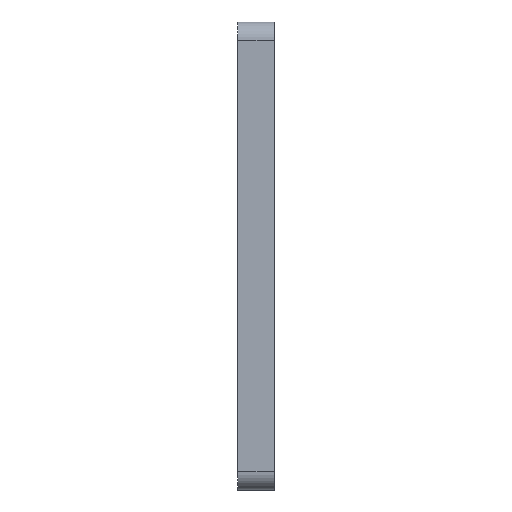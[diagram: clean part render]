
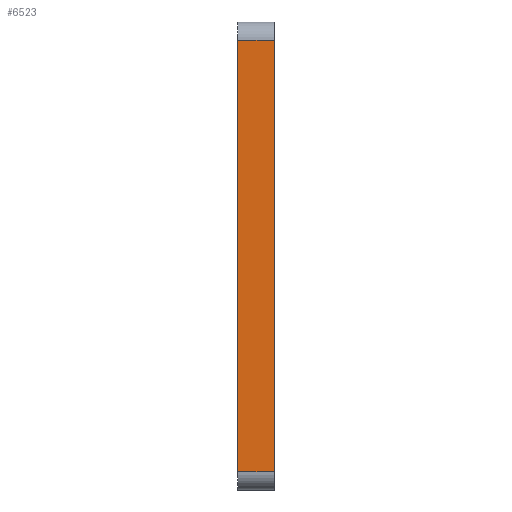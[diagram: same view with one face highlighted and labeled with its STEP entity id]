
A CAD part, left-side view. The second image highlights one B-rep face of the part: STEP entity #6523.
In plain terms, the highlighted planar face has unit normal (-1, 0, 0).
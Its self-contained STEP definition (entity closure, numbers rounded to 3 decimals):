
#29 = CARTESIAN_POINT ( 'NONE',  ( -25.5, 0., 23.5 ) ) ;
#290 = VERTEX_POINT ( 'NONE', #15105 ) ;
#371 = ORIENTED_EDGE ( 'NONE', *, *, #13781, .T. ) ;
#894 = CARTESIAN_POINT ( 'NONE',  ( -25.5, 4., -25.5 ) ) ;
#923 = DIRECTION ( 'NONE',  ( 0., 0., 1. ) ) ;
#1442 = DIRECTION ( 'NONE',  ( 1., 0., 0. ) ) ;
#2368 = VERTEX_POINT ( 'NONE', #8728 ) ;
#3124 = FACE_OUTER_BOUND ( 'NONE', #10051, .T. ) ;
#3322 = CARTESIAN_POINT ( 'NONE',  ( -25.5, 0., -25.5 ) ) ;
#3475 = CARTESIAN_POINT ( 'NONE',  ( -25.5, 4., 23.5 ) ) ;
#3569 = CARTESIAN_POINT ( 'NONE',  ( -25.5, 4., -25.5 ) ) ;
#3998 = DIRECTION ( 'NONE',  ( 0., 0., -1. ) ) ;
#4459 = DIRECTION ( 'NONE',  ( 0., 0., 1. ) ) ;
#4804 = VECTOR ( 'NONE', #4459, 1000. ) ;
#5409 = LINE ( 'NONE', #15738, #14837 ) ;
#6523 = ADVANCED_FACE ( 'NONE', ( #3124 ), #9863, .F. ) ;
#7230 = VERTEX_POINT ( 'NONE', #29 ) ;
#7742 = LINE ( 'NONE', #3322, #9859 ) ;
#8728 = CARTESIAN_POINT ( 'NONE',  ( -25.5, 0., -23.5 ) ) ;
#9859 = VECTOR ( 'NONE', #923, 1000. ) ;
#9863 = PLANE ( 'NONE',  #10710 ) ;
#10046 = VECTOR ( 'NONE', #12209, 1000. ) ;
#10051 = EDGE_LOOP ( 'NONE', ( #10462, #371, #15230, #14302 ) ) ;
#10462 = ORIENTED_EDGE ( 'NONE', *, *, #12015, .T. ) ;
#10710 = AXIS2_PLACEMENT_3D ( 'NONE', #3569, #1442, #3998 ) ;
#10788 = VERTEX_POINT ( 'NONE', #3475 ) ;
#11582 = LINE ( 'NONE', #894, #4804 ) ;
#12015 = EDGE_CURVE ( 'NONE', #2368, #7230, #7742, .T. ) ;
#12209 = DIRECTION ( 'NONE',  ( 0., -1., 0. ) ) ;
#12984 = EDGE_CURVE ( 'NONE', #290, #2368, #13894, .T. ) ;
#13684 = EDGE_CURVE ( 'NONE', #290, #10788, #11582, .T. ) ;
#13781 = EDGE_CURVE ( 'NONE', #7230, #10788, #5409, .T. ) ;
#13894 = LINE ( 'NONE', #14786, #10046 ) ;
#14302 = ORIENTED_EDGE ( 'NONE', *, *, #12984, .T. ) ;
#14569 = DIRECTION ( 'NONE',  ( 0., 1., 0. ) ) ;
#14786 = CARTESIAN_POINT ( 'NONE',  ( -25.5, 4., -23.5 ) ) ;
#14837 = VECTOR ( 'NONE', #14569, 1000. ) ;
#15105 = CARTESIAN_POINT ( 'NONE',  ( -25.5, 4., -23.5 ) ) ;
#15230 = ORIENTED_EDGE ( 'NONE', *, *, #13684, .F. ) ;
#15738 = CARTESIAN_POINT ( 'NONE',  ( -25.5, 4., 23.5 ) ) ;
